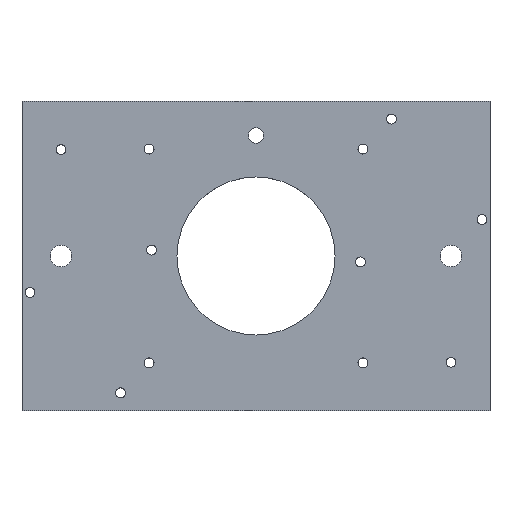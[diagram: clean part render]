
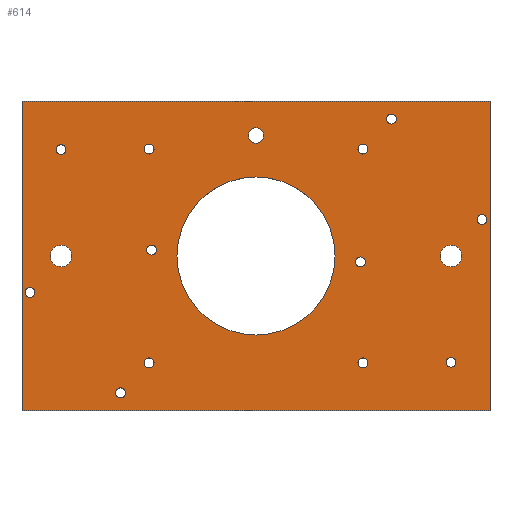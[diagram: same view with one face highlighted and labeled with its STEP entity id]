
A CAD part, top view. The second image highlights one B-rep face of the part: STEP entity #614.
In plain terms, the highlighted planar face has unit normal (0, 0, 1).
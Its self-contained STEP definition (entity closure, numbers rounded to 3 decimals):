
#139=FACE_BOUND('',#220,.T.);
#140=FACE_BOUND('',#221,.T.);
#141=FACE_BOUND('',#222,.T.);
#142=FACE_BOUND('',#223,.T.);
#143=FACE_BOUND('',#224,.T.);
#144=FACE_BOUND('',#225,.T.);
#145=FACE_BOUND('',#226,.T.);
#146=FACE_BOUND('',#227,.T.);
#147=FACE_BOUND('',#228,.T.);
#148=FACE_BOUND('',#229,.T.);
#149=FACE_BOUND('',#230,.T.);
#150=FACE_BOUND('',#231,.T.);
#151=FACE_BOUND('',#232,.T.);
#152=FACE_BOUND('',#233,.T.);
#153=FACE_BOUND('',#234,.T.);
#154=FACE_BOUND('',#235,.T.);
#175=PLANE('',#691);
#197=FACE_OUTER_BOUND('',#219,.T.);
#219=EDGE_LOOP('',(#538,#539,#540,#541));
#220=EDGE_LOOP('',(#542));
#221=EDGE_LOOP('',(#543));
#222=EDGE_LOOP('',(#544));
#223=EDGE_LOOP('',(#545));
#224=EDGE_LOOP('',(#546));
#225=EDGE_LOOP('',(#547));
#226=EDGE_LOOP('',(#548));
#227=EDGE_LOOP('',(#549));
#228=EDGE_LOOP('',(#550));
#229=EDGE_LOOP('',(#551));
#230=EDGE_LOOP('',(#552));
#231=EDGE_LOOP('',(#553));
#232=EDGE_LOOP('',(#554));
#233=EDGE_LOOP('',(#555));
#234=EDGE_LOOP('',(#556));
#235=EDGE_LOOP('',(#557));
#271=LINE('',#986,#299);
#274=LINE('',#992,#302);
#277=LINE('',#998,#305);
#280=LINE('',#1002,#308);
#299=VECTOR('',#828,10.);
#302=VECTOR('',#833,10.);
#305=VECTOR('',#838,10.);
#308=VECTOR('',#843,10.);
#310=CIRCLE('',#641,1.23);
#312=CIRCLE('',#644,0.784);
#314=CIRCLE('',#647,0.784);
#316=CIRCLE('',#650,0.784);
#318=CIRCLE('',#653,0.784);
#320=CIRCLE('',#656,0.784);
#322=CIRCLE('',#659,0.784);
#324=CIRCLE('',#662,0.784);
#326=CIRCLE('',#665,0.784);
#328=CIRCLE('',#668,1.7);
#330=CIRCLE('',#671,1.7);
#332=CIRCLE('',#674,0.784);
#334=CIRCLE('',#677,0.784);
#336=CIRCLE('',#680,0.784);
#338=CIRCLE('',#683,0.784);
#339=CIRCLE('',#685,12.5);
#359=VERTEX_POINT('',#886);
#361=VERTEX_POINT('',#892);
#363=VERTEX_POINT('',#898);
#365=VERTEX_POINT('',#904);
#367=VERTEX_POINT('',#910);
#369=VERTEX_POINT('',#916);
#371=VERTEX_POINT('',#922);
#373=VERTEX_POINT('',#928);
#375=VERTEX_POINT('',#934);
#377=VERTEX_POINT('',#940);
#379=VERTEX_POINT('',#946);
#381=VERTEX_POINT('',#952);
#383=VERTEX_POINT('',#958);
#385=VERTEX_POINT('',#964);
#387=VERTEX_POINT('',#970);
#388=VERTEX_POINT('',#974);
#392=VERTEX_POINT('',#983);
#393=VERTEX_POINT('',#985);
#395=VERTEX_POINT('',#991);
#397=VERTEX_POINT('',#997);
#400=EDGE_CURVE('',#359,#359,#310,.T.);
#403=EDGE_CURVE('',#361,#361,#312,.T.);
#406=EDGE_CURVE('',#363,#363,#314,.T.);
#409=EDGE_CURVE('',#365,#365,#316,.T.);
#412=EDGE_CURVE('',#367,#367,#318,.T.);
#415=EDGE_CURVE('',#369,#369,#320,.T.);
#418=EDGE_CURVE('',#371,#371,#322,.T.);
#421=EDGE_CURVE('',#373,#373,#324,.T.);
#424=EDGE_CURVE('',#375,#375,#326,.T.);
#427=EDGE_CURVE('',#377,#377,#328,.T.);
#430=EDGE_CURVE('',#379,#379,#330,.T.);
#433=EDGE_CURVE('',#381,#381,#332,.T.);
#436=EDGE_CURVE('',#383,#383,#334,.T.);
#439=EDGE_CURVE('',#385,#385,#336,.T.);
#442=EDGE_CURVE('',#387,#387,#338,.T.);
#443=EDGE_CURVE('',#388,#388,#339,.T.);
#448=EDGE_CURVE('',#393,#392,#271,.T.);
#451=EDGE_CURVE('',#395,#393,#274,.T.);
#454=EDGE_CURVE('',#397,#395,#277,.T.);
#457=EDGE_CURVE('',#392,#397,#280,.T.);
#538=ORIENTED_EDGE('',*,*,#457,.T.);
#539=ORIENTED_EDGE('',*,*,#454,.T.);
#540=ORIENTED_EDGE('',*,*,#451,.T.);
#541=ORIENTED_EDGE('',*,*,#448,.T.);
#542=ORIENTED_EDGE('',*,*,#400,.T.);
#543=ORIENTED_EDGE('',*,*,#403,.T.);
#544=ORIENTED_EDGE('',*,*,#406,.T.);
#545=ORIENTED_EDGE('',*,*,#409,.T.);
#546=ORIENTED_EDGE('',*,*,#412,.T.);
#547=ORIENTED_EDGE('',*,*,#415,.T.);
#548=ORIENTED_EDGE('',*,*,#418,.T.);
#549=ORIENTED_EDGE('',*,*,#421,.T.);
#550=ORIENTED_EDGE('',*,*,#424,.T.);
#551=ORIENTED_EDGE('',*,*,#427,.T.);
#552=ORIENTED_EDGE('',*,*,#430,.T.);
#553=ORIENTED_EDGE('',*,*,#433,.T.);
#554=ORIENTED_EDGE('',*,*,#436,.T.);
#555=ORIENTED_EDGE('',*,*,#439,.T.);
#556=ORIENTED_EDGE('',*,*,#442,.T.);
#557=ORIENTED_EDGE('',*,*,#443,.T.);
#614=ADVANCED_FACE('',(#197,#139,#140,#141,#142,#143,#144,#145,#146,#147,
#148,#149,#150,#151,#152,#153,#154),#175,.T.);
#641=AXIS2_PLACEMENT_3D('',#888,#717,#718);
#644=AXIS2_PLACEMENT_3D('',#894,#724,#725);
#647=AXIS2_PLACEMENT_3D('',#900,#731,#732);
#650=AXIS2_PLACEMENT_3D('',#906,#738,#739);
#653=AXIS2_PLACEMENT_3D('',#912,#745,#746);
#656=AXIS2_PLACEMENT_3D('',#918,#752,#753);
#659=AXIS2_PLACEMENT_3D('',#924,#759,#760);
#662=AXIS2_PLACEMENT_3D('',#930,#766,#767);
#665=AXIS2_PLACEMENT_3D('',#936,#773,#774);
#668=AXIS2_PLACEMENT_3D('',#942,#780,#781);
#671=AXIS2_PLACEMENT_3D('',#948,#787,#788);
#674=AXIS2_PLACEMENT_3D('',#954,#794,#795);
#677=AXIS2_PLACEMENT_3D('',#960,#801,#802);
#680=AXIS2_PLACEMENT_3D('',#966,#808,#809);
#683=AXIS2_PLACEMENT_3D('',#972,#815,#816);
#685=AXIS2_PLACEMENT_3D('',#975,#819,#820);
#691=AXIS2_PLACEMENT_3D('',#1003,#844,#845);
#717=DIRECTION('center_axis',(0.,0.,-1.));
#718=DIRECTION('ref_axis',(1.,0.,0.));
#724=DIRECTION('center_axis',(0.,0.,-1.));
#725=DIRECTION('ref_axis',(1.,0.,0.));
#731=DIRECTION('center_axis',(0.,0.,-1.));
#732=DIRECTION('ref_axis',(1.,0.,0.));
#738=DIRECTION('center_axis',(0.,0.,-1.));
#739=DIRECTION('ref_axis',(1.,0.,0.));
#745=DIRECTION('center_axis',(0.,0.,-1.));
#746=DIRECTION('ref_axis',(1.,0.,0.));
#752=DIRECTION('center_axis',(0.,0.,-1.));
#753=DIRECTION('ref_axis',(1.,0.,0.));
#759=DIRECTION('center_axis',(0.,0.,-1.));
#760=DIRECTION('ref_axis',(1.,0.,0.));
#766=DIRECTION('center_axis',(0.,0.,-1.));
#767=DIRECTION('ref_axis',(1.,0.,0.));
#773=DIRECTION('center_axis',(0.,0.,-1.));
#774=DIRECTION('ref_axis',(1.,0.,0.));
#780=DIRECTION('center_axis',(0.,0.,-1.));
#781=DIRECTION('ref_axis',(1.,0.,0.));
#787=DIRECTION('center_axis',(0.,0.,-1.));
#788=DIRECTION('ref_axis',(1.,0.,0.));
#794=DIRECTION('center_axis',(0.,0.,-1.));
#795=DIRECTION('ref_axis',(1.,0.,0.));
#801=DIRECTION('center_axis',(0.,0.,-1.));
#802=DIRECTION('ref_axis',(1.,0.,0.));
#808=DIRECTION('center_axis',(0.,0.,-1.));
#809=DIRECTION('ref_axis',(1.,0.,0.));
#815=DIRECTION('center_axis',(0.,0.,-1.));
#816=DIRECTION('ref_axis',(1.,0.,0.));
#819=DIRECTION('center_axis',(0.,0.,-1.));
#820=DIRECTION('ref_axis',(-1.,0.,0.));
#828=DIRECTION('',(0.,1.,0.));
#833=DIRECTION('',(1.,0.,0.));
#838=DIRECTION('',(0.,-1.,0.));
#843=DIRECTION('',(-1.,0.,0.));
#844=DIRECTION('center_axis',(0.,0.,1.));
#845=DIRECTION('ref_axis',(1.,0.,0.));
#886=CARTESIAN_POINT('',(-1.23,19.05,6.));
#888=CARTESIAN_POINT('Origin',(0.,19.05,6.));
#892=CARTESIAN_POINT('',(20.627,21.64,6.));
#894=CARTESIAN_POINT('Origin',(21.41,21.64,6.));
#898=CARTESIAN_POINT('',(34.957,5.76,6.));
#900=CARTESIAN_POINT('Origin',(35.74,5.76,6.));
#904=CARTESIAN_POINT('',(15.722,-0.936,6.));
#906=CARTESIAN_POINT('Origin',(16.506,-0.936,6.));
#910=CARTESIAN_POINT('',(30.052,-16.816,6.));
#912=CARTESIAN_POINT('Origin',(30.836,-16.816,6.));
#916=CARTESIAN_POINT('',(-22.194,-21.64,6.));
#918=CARTESIAN_POINT('Origin',(-21.41,-21.64,6.));
#922=CARTESIAN_POINT('',(-36.524,-5.76,6.));
#924=CARTESIAN_POINT('Origin',(-35.74,-5.76,6.));
#928=CARTESIAN_POINT('',(-17.289,0.936,6.));
#930=CARTESIAN_POINT('Origin',(-16.506,0.936,6.));
#934=CARTESIAN_POINT('',(-31.619,16.816,6.));
#936=CARTESIAN_POINT('Origin',(-30.836,16.816,6.));
#940=CARTESIAN_POINT('',(29.136,0.,6.));
#942=CARTESIAN_POINT('Origin',(30.836,0.,6.));
#946=CARTESIAN_POINT('',(-32.536,0.,6.));
#948=CARTESIAN_POINT('Origin',(-30.836,0.,6.));
#952=CARTESIAN_POINT('',(-17.685,16.901,6.));
#954=CARTESIAN_POINT('Origin',(-16.901,16.901,6.));
#958=CARTESIAN_POINT('',(16.118,16.901,6.));
#960=CARTESIAN_POINT('Origin',(16.901,16.901,6.));
#964=CARTESIAN_POINT('',(16.118,-16.901,6.));
#966=CARTESIAN_POINT('Origin',(16.901,-16.901,6.));
#970=CARTESIAN_POINT('',(-17.685,-16.901,6.));
#972=CARTESIAN_POINT('Origin',(-16.901,-16.901,6.));
#974=CARTESIAN_POINT('',(12.5,0.,6.));
#975=CARTESIAN_POINT('Origin',(0.,0.,6.));
#983=CARTESIAN_POINT('',(37.,24.5,6.));
#985=CARTESIAN_POINT('',(37.,-24.5,6.));
#986=CARTESIAN_POINT('',(37.,-24.5,6.));
#991=CARTESIAN_POINT('',(-37.,-24.5,6.));
#992=CARTESIAN_POINT('',(-37.,-24.5,6.));
#997=CARTESIAN_POINT('',(-37.,24.5,6.));
#998=CARTESIAN_POINT('',(-37.,24.5,6.));
#1002=CARTESIAN_POINT('',(37.,24.5,6.));
#1003=CARTESIAN_POINT('Origin',(0.,0.,
6.));
